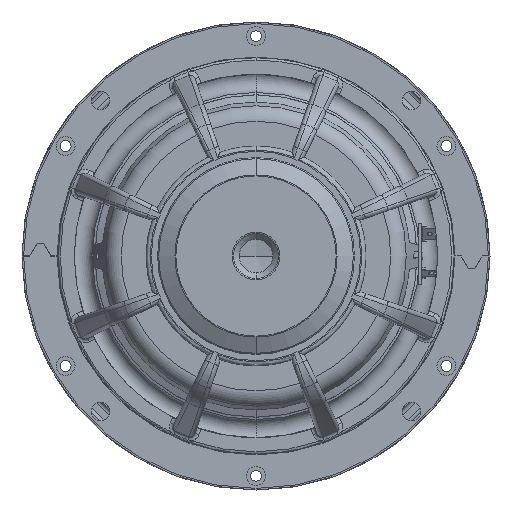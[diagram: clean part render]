
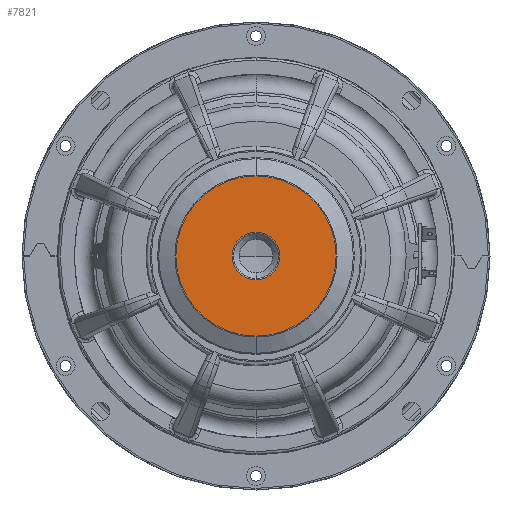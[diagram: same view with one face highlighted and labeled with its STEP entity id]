
A CAD part, front view. The second image highlights one B-rep face of the part: STEP entity #7821.
In plain terms, the highlighted planar face has unit normal (0, -1, 0).
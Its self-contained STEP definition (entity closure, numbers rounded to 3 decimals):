
#889 = DIRECTION ( 'NONE',  ( 0., -1., 0. ) ) ;
#2377 = AXIS2_PLACEMENT_3D ( 'NONE', #18635, #23124, #20933 ) ;
#3929 = EDGE_CURVE ( 'NONE', #21854, #9302, #25431, .T. ) ;
#4379 = ORIENTED_EDGE ( 'NONE', *, *, #15047, .T. ) ;
#7326 = CARTESIAN_POINT ( 'NONE',  ( 235.279, -35.853, 181.041 ) ) ;
#7821 = ADVANCED_FACE ( 'NONE', ( #8533, #24049 ), #19674, .T. ) ;
#8533 = FACE_BOUND ( 'NONE', #23112, .T. ) ;
#8541 = AXIS2_PLACEMENT_3D ( 'NONE', #11416, #889, #11552 ) ;
#8652 = DIRECTION ( 'NONE',  ( 0., 0., -1. ) ) ;
#8702 = ORIENTED_EDGE ( 'NONE', *, *, #19995, .T. ) ;
#9302 = VERTEX_POINT ( 'NONE', #22308 ) ;
#10141 = AXIS2_PLACEMENT_3D ( 'NONE', #19935, #15484, #8652 ) ;
#10953 = VERTEX_POINT ( 'NONE', #28311 ) ;
#11331 = VERTEX_POINT ( 'NONE', #19204 ) ;
#11416 = CARTESIAN_POINT ( 'NONE',  ( 243.279, -35.853, 181.041 ) ) ;
#11552 = DIRECTION ( 'NONE',  ( 0., 0., -1. ) ) ;
#12296 = CARTESIAN_POINT ( 'NONE',  ( 235.279, -35.853, 181.041 ) ) ;
#12511 = ORIENTED_EDGE ( 'NONE', *, *, #21217, .T. ) ;
#13992 = DIRECTION ( 'NONE',  ( 0., 0., -1. ) ) ;
#14321 = DIRECTION ( 'NONE',  ( 0., 1., 0. ) ) ;
#14470 = DIRECTION ( 'NONE',  ( 0., 0., -1. ) ) ;
#14822 = CIRCLE ( 'NONE', #2377, 38.252 ) ;
#15047 = EDGE_CURVE ( 'NONE', #10953, #11331, #25258, .T. ) ;
#15484 = DIRECTION ( 'NONE',  ( 0., -1., 0. ) ) ;
#16542 = CARTESIAN_POINT ( 'NONE',  ( 235.279, -35.853, 142.789 ) ) ;
#18531 = ORIENTED_EDGE ( 'NONE', *, *, #3929, .T. ) ;
#18635 = CARTESIAN_POINT ( 'NONE',  ( 235.279, -35.853, 181.041 ) ) ;
#19204 = CARTESIAN_POINT ( 'NONE',  ( 235.279, -35.853, 192.455 ) ) ;
#19674 = PLANE ( 'NONE',  #8541 ) ;
#19935 = CARTESIAN_POINT ( 'NONE',  ( 235.279, -35.853, 181.041 ) ) ;
#19995 = EDGE_CURVE ( 'NONE', #11331, #10953, #24477, .T. ) ;
#20933 = DIRECTION ( 'NONE',  ( 0., 0., -1. ) ) ;
#21217 = EDGE_CURVE ( 'NONE', #9302, #21854, #14822, .T. ) ;
#21735 = EDGE_LOOP ( 'NONE', ( #18531, #12511 ) ) ;
#21854 = VERTEX_POINT ( 'NONE', #16542 ) ;
#22308 = CARTESIAN_POINT ( 'NONE',  ( 235.279, -35.853, 219.293 ) ) ;
#23112 = EDGE_LOOP ( 'NONE', ( #4379, #8702 ) ) ;
#23124 = DIRECTION ( 'NONE',  ( 0., -1., 0. ) ) ;
#23400 = AXIS2_PLACEMENT_3D ( 'NONE', #7326, #27058, #13992 ) ;
#24049 = FACE_OUTER_BOUND ( 'NONE', #21735, .T. ) ;
#24454 = AXIS2_PLACEMENT_3D ( 'NONE', #12296, #14321, #14470 ) ;
#24477 = CIRCLE ( 'NONE', #24454, 11.414 ) ;
#25258 = CIRCLE ( 'NONE', #23400, 11.414 ) ;
#25431 = CIRCLE ( 'NONE', #10141, 38.252 ) ;
#27058 = DIRECTION ( 'NONE',  ( 0., 1., 0. ) ) ;
#28311 = CARTESIAN_POINT ( 'NONE',  ( 235.279, -35.853, 169.627 ) ) ;
